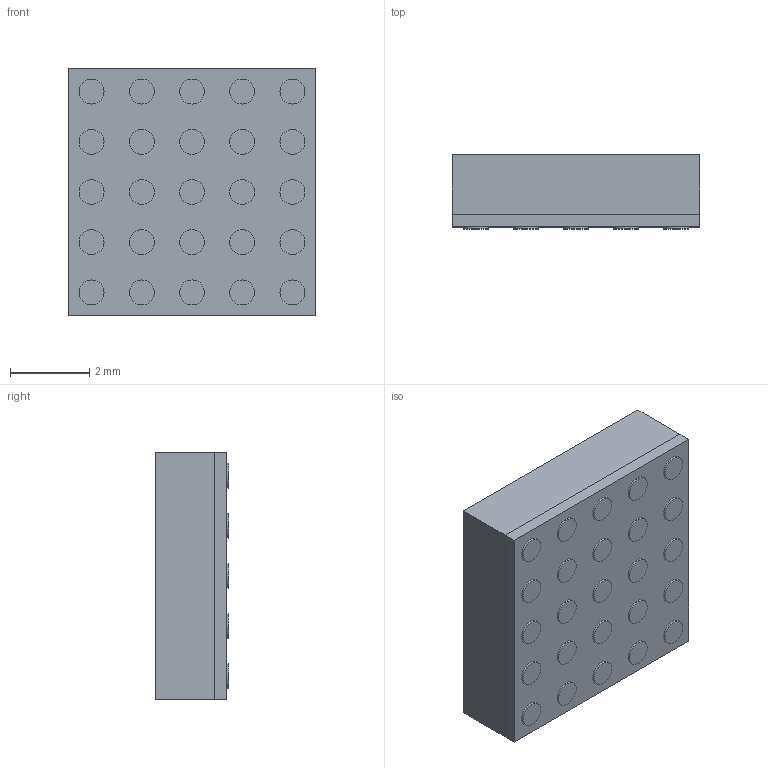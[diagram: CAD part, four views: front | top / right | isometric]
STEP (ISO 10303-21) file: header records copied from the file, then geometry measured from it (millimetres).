
FILE_DESCRIPTION (( 'STEP AP214' ), '1' );
FILE_NAME ('LGA25C127P5X5.STEP', '2018-08-21T05:13:23', ( 'zzlei-NEK' ), ( '' ), 'SwSTEP 2.0', 'SolidWorks 2017', '' );
FILE_SCHEMA (( 'AUTOMOTIVE_DESIGN' ));
Length unit declared in the file: millimetre
Products named in the file (1): LGA25C127P5X5
Bounding box: 6.25 x 1.87 x 6.25 mm (x, y, z)
Volume: 71.5 mm3; surface area: 219.8 mm2
Topology: 27 solids, 27 shells, 124 faces, 263 edges, 202 vertices
Faces by surface type: plane 74, cylinder 50
Entity records: 5508 total; most frequent: CARTESIAN_POINT 1220, DIRECTION 564, ORIENTED_EDGE 526, EDGE_CURVE 263, AXIS2_PLACEMENT_3D 227, VERTEX_POINT 202, UNCERTAINTY_MEASURE_WITH_UNIT 142, SURFACE_STYLE_USAGE 141
